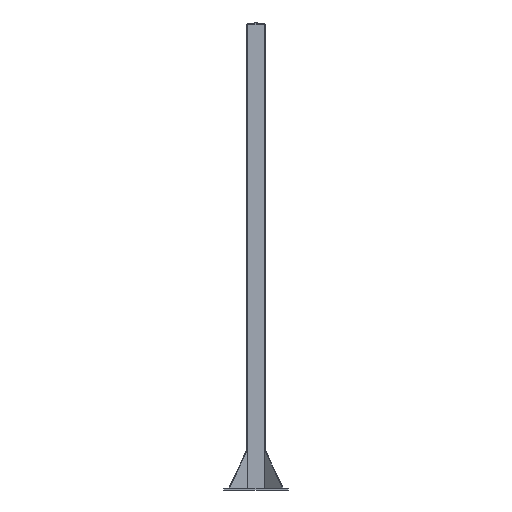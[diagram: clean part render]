
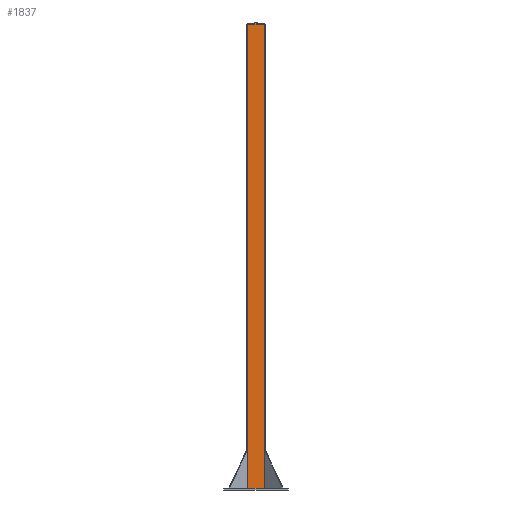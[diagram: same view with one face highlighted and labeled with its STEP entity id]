
A CAD part, left-side view. The second image highlights one B-rep face of the part: STEP entity #1837.
In plain terms, the highlighted planar face has unit normal (-1, 0, 0).
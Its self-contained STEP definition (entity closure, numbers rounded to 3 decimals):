
#1837=ADVANCED_FACE('',(#3244),#3245,.F.);
#3244=FACE_OUTER_BOUND('',#7492,.T.);
#3245=PLANE('',#7493);
#7492=EDGE_LOOP('',(#9769,#9770,#9771,#9772));
#7493=AXIS2_PLACEMENT_3D('',#9773,#9774,#9775);
#9769=ORIENTED_EDGE('',*,*,#11359,.F.);
#9770=ORIENTED_EDGE('',*,*,#11374,.T.);
#9771=ORIENTED_EDGE('',*,*,#11366,.T.);
#9772=ORIENTED_EDGE('',*,*,#11375,.T.);
#9773=CARTESIAN_POINT('',(-25.0,120.556,1585.262));
#9774=DIRECTION('',(1.0,0.0,0.0));
#9775=DIRECTION('',(0.0,0.0,-1.0));
#11359=EDGE_CURVE('',#12720,#12722,#12723,.T.);
#11366=EDGE_CURVE('',#12735,#12733,#12736,.T.);
#11374=EDGE_CURVE('',#12720,#12735,#12746,.T.);
#11375=EDGE_CURVE('',#12733,#12722,#12747,.F.);
#12720=VERTEX_POINT('',#16312);
#12722=VERTEX_POINT('',#16314);
#12723=LINE('',#16315,#16316);
#12733=VERTEX_POINT('',#16328);
#12735=VERTEX_POINT('',#16330);
#12736=LINE('',#16331,#16332);
#12746=LINE('',#16345,#16346);
#12747=LINE('',#16347,#16348);
#16312=CARTESIAN_POINT('',(-25.0,113.056,1585.262));
#16314=CARTESIAN_POINT('',(-25.0,-11.944,1585.262));
#16315=CARTESIAN_POINT('',(-25.0,120.556,1585.262));
#16316=VECTOR('',#17874,1.0);
#16328=CARTESIAN_POINT('',(-25.0,-11.944,-2004.738));
#16330=CARTESIAN_POINT('',(-25.0,113.056,-2004.738));
#16331=CARTESIAN_POINT('',(-25.0,120.556,-2004.738));
#16332=VECTOR('',#17886,1.0);
#16345=CARTESIAN_POINT('',(-25.0,113.056,1585.262));
#16346=VECTOR('',#17896,1.0);
#16347=CARTESIAN_POINT('',(-25.0,-11.944,1585.262));
#16348=VECTOR('',#17897,1.0);
#17874=DIRECTION('',(0.0,-1.0,0.0));
#17886=DIRECTION('',(0.0,-1.0,0.0));
#17896=DIRECTION('',(0.0,0.0,-1.0));
#17897=DIRECTION('',(0.0,0.0,-1.0));
